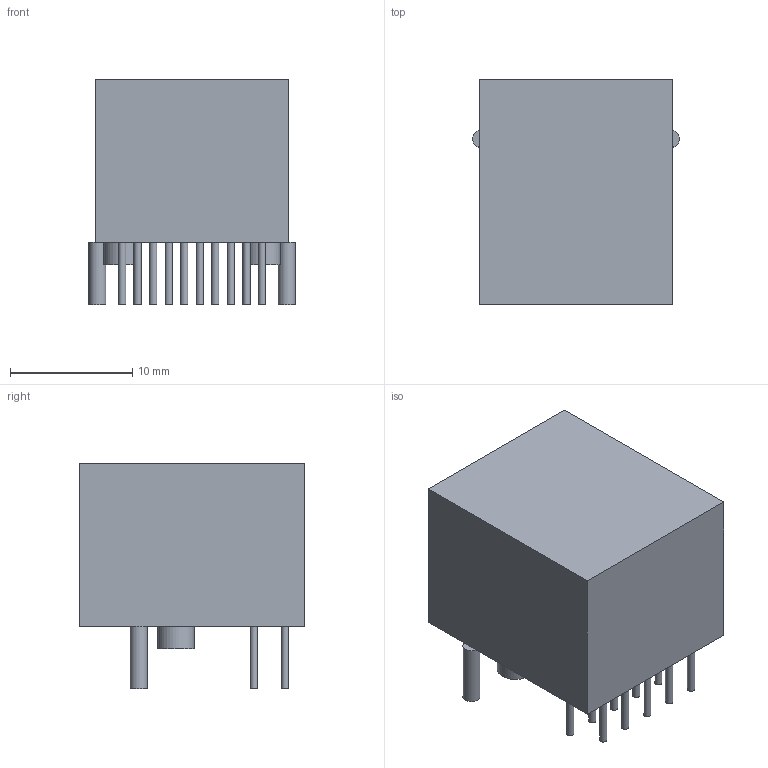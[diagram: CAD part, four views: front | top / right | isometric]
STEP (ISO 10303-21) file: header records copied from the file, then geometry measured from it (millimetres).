
FILE_DESCRIPTION(('FreeCAD Model'),'2;1');
FILE_NAME('5357577.1.4.stp','2020-04-11T18:32:27',( 'Author'),(''),'Open CASCADE STEP processor 6.9','FreeCAD','Unknown' );
FILE_SCHEMA(('AUTOMOTIVE_DESIGN { 1 0 10303 214 1 1 1 1 }'));
Length unit declared in the file: millimetre
Products named in the file (4): ASSEMBLY; Body; Lugs; Leads
Assembly tree (29 placements, depth 2):
  ASSEMBLY
    Body
    Lugs  x14
    Leads  x14
Bounding box: 16.9 x 18.4 x 18.45 mm (x, y, z)
Volume: 4659.1 mm3; surface area: 4504.7 mm2
Topology: 197 solids, 197 shells, 594 faces, 600 edges, 400 vertices
Faces by surface type: plane 398, cylinder 196
Full cylindrical faces by diameter (mm): 0.6 x140, 1.4 x28, 3 x28
Entity records: 2012 total; most frequent: DIRECTION 346, CARTESIAN_POINT 276, ORIENTED_EDGE 108, PCURVE 108, DEFINITIONAL_REPRESENTATION 108, AXIS2_PLACEMENT_3D 106, LINE 106, VECTOR 106
